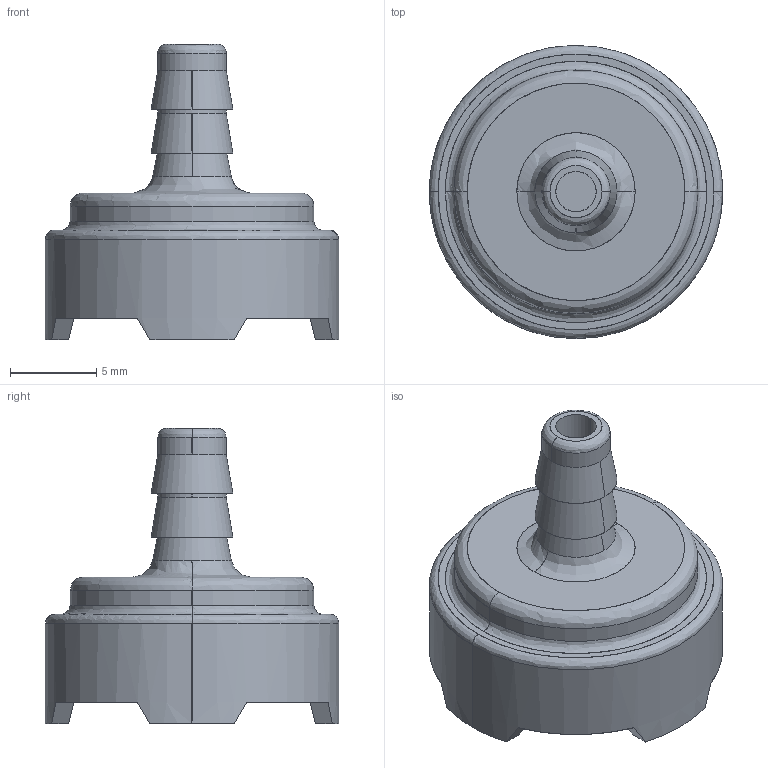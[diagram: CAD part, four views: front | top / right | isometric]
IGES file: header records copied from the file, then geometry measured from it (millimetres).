
Start section: SolidWorks IGES file using analytic representation for surfaces
Global section: file name: E-M-180006.IGS; native system: SolidWorks 2017; preprocessor: SolidWorks 2017; author: wtsang; date: 181016.160729; units: inch
Bounding box: 17.02 x 17.02 x 17.14 mm (x, y, z)
Surface area: 1464.6 mm2 (no closed solid volume)
Topology: 0 solids, 0 shells, 67 faces, 976 edges, 976 vertices
Faces by surface type: bspline 41, revolution 26
